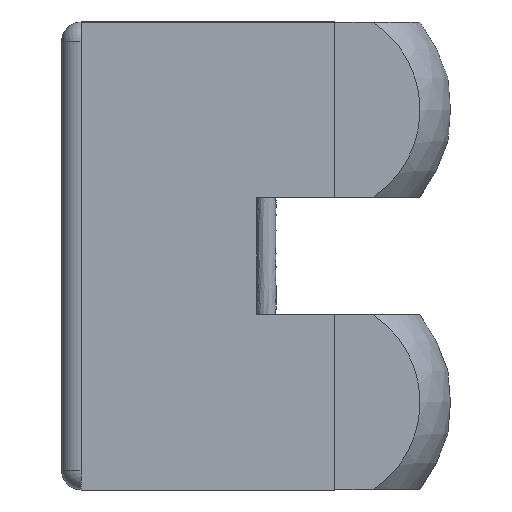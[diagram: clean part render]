
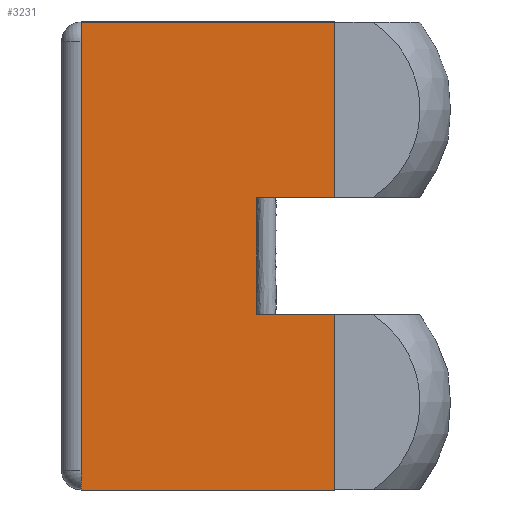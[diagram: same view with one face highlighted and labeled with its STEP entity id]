
A CAD part, left-side view. The second image highlights one B-rep face of the part: STEP entity #3231.
In plain terms, the highlighted planar face has unit normal (-1, 0, 0).
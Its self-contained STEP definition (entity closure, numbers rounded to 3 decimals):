
#531=FACE_OUTER_BOUND('',#741,.T.);
#741=EDGE_LOOP('',(#2921,#2922,#2923,#2924,#2925,#2926,#2927,#2928));
#799=LINE('',#13506,#942);
#832=LINE('',#13719,#975);
#842=LINE('',#13739,#985);
#883=LINE('',#13856,#1026);
#885=LINE('',#13861,#1028);
#892=LINE('',#13874,#1035);
#893=LINE('',#13875,#1036);
#894=LINE('',#13876,#1037);
#942=VECTOR('',#4006,10.);
#975=VECTOR('',#4143,10.);
#985=VECTOR('',#4159,10.);
#1026=VECTOR('',#4280,10.);
#1028=VECTOR('',#4284,10.);
#1035=VECTOR('',#4299,10.);
#1036=VECTOR('',#4300,10.);
#1037=VECTOR('',#4301,10.);
#1457=VERTEX_POINT('',#13503);
#1458=VERTEX_POINT('',#13505);
#1487=VERTEX_POINT('',#13716);
#1488=VERTEX_POINT('',#13718);
#1494=VERTEX_POINT('',#13736);
#1495=VERTEX_POINT('',#13738);
#1531=VERTEX_POINT('',#13854);
#1532=VERTEX_POINT('',#13858);
#1873=EDGE_CURVE('',#1458,#1457,#799,.T.);
#1934=EDGE_CURVE('',#1487,#1488,#832,.T.);
#1944=EDGE_CURVE('',#1495,#1494,#842,.T.);
#2001=EDGE_CURVE('',#1531,#1458,#883,.T.);
#2003=EDGE_CURVE('',#1457,#1532,#885,.T.);
#2010=EDGE_CURVE('',#1488,#1532,#892,.T.);
#2011=EDGE_CURVE('',#1487,#1495,#893,.T.);
#2012=EDGE_CURVE('',#1531,#1494,#894,.T.);
#2921=ORIENTED_EDGE('',*,*,#2001,.T.);
#2922=ORIENTED_EDGE('',*,*,#1873,.T.);
#2923=ORIENTED_EDGE('',*,*,#2003,.T.);
#2924=ORIENTED_EDGE('',*,*,#2010,.F.);
#2925=ORIENTED_EDGE('',*,*,#1934,.F.);
#2926=ORIENTED_EDGE('',*,*,#2011,.T.);
#2927=ORIENTED_EDGE('',*,*,#1944,.T.);
#2928=ORIENTED_EDGE('',*,*,#2012,.F.);
#3050=PLANE('',#3580);
#3231=ADVANCED_FACE('',(#531),#3050,.T.);
#3580=AXIS2_PLACEMENT_3D('',#13873,#4297,#4298);
#4006=DIRECTION('',(0.,0.,1.));
#4143=DIRECTION('',(0.,-1.,0.));
#4159=DIRECTION('',(0.,-1.,0.));
#4280=DIRECTION('',(0.,1.,0.));
#4284=DIRECTION('',(0.,-1.,0.));
#4297=DIRECTION('center_axis',(-1.,0.,0.));
#4298=DIRECTION('ref_axis',(0.,0.,-1.));
#4299=DIRECTION('',(0.,0.,-1.));
#4300=DIRECTION('',(0.,0.,-1.));
#4301=DIRECTION('',(0.,0.,-1.));
#13503=CARTESIAN_POINT('',(-1.,0.5,0.15));
#13505=CARTESIAN_POINT('',(-1.,0.5,-0.15));
#13506=CARTESIAN_POINT('',(-1.,0.5,0.3));
#13716=CARTESIAN_POINT('',(-1.,0.95,0.6));
#13718=CARTESIAN_POINT('',(-1.,0.3,0.6));
#13719=CARTESIAN_POINT('',(-1.,0.95,0.6));
#13736=CARTESIAN_POINT('',(-1.,0.3,-0.6));
#13738=CARTESIAN_POINT('',(-1.,0.95,-0.6));
#13739=CARTESIAN_POINT('',(-1.,0.95,-0.6));
#13854=CARTESIAN_POINT('',(-1.,0.3,-0.15));
#13856=CARTESIAN_POINT('',(-1.,0.625,-0.15));
#13858=CARTESIAN_POINT('',(-1.,0.3,0.15));
#13861=CARTESIAN_POINT('',(-1.,0.625,0.15));
#13873=CARTESIAN_POINT('Origin',(-1.,0.95,0.6));
#13874=CARTESIAN_POINT('',(-1.,0.3,0.6));
#13875=CARTESIAN_POINT('',(-1.,0.95,0.6));
#13876=CARTESIAN_POINT('',(-1.,0.3,0.6));
